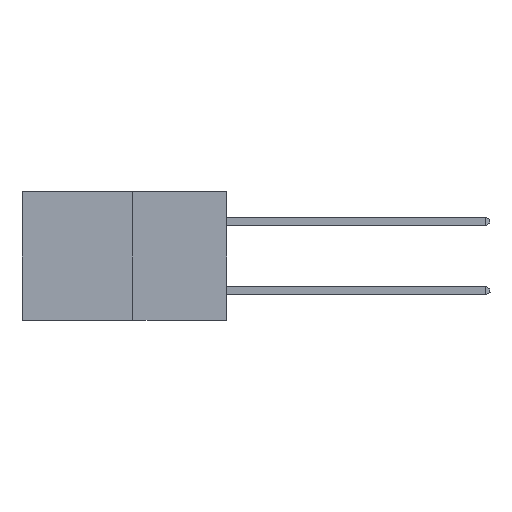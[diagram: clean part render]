
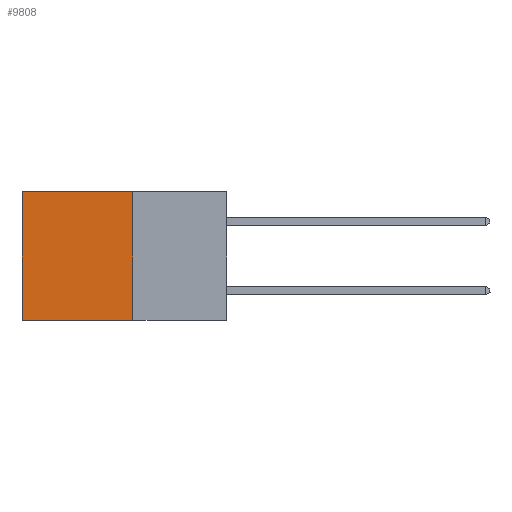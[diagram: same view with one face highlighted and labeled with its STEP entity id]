
A CAD part, left-side view. The second image highlights one B-rep face of the part: STEP entity #9808.
In plain terms, the highlighted planar face has unit normal (-1, 0, 0).
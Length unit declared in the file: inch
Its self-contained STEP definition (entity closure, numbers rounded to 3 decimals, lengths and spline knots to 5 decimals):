
#436 = DIRECTION ( 'NONE',  ( 0., 1., 0. ) ) ;
#529 = CARTESIAN_POINT ( 'NONE',  ( 0.277, 0.27, -0.37 ) ) ;
#2066 = LINE ( 'NONE', #26924, #7471 ) ;
#2113 = VERTEX_POINT ( 'NONE', #16552 ) ;
#3723 = ORIENTED_EDGE ( 'NONE', *, *, #23754, .T. ) ;
#4014 = CARTESIAN_POINT ( 'NONE',  ( 0.277, 0.27, -0.37 ) ) ;
#4747 = CARTESIAN_POINT ( 'NONE',  ( 0.277, 0.59, -0.37 ) ) ;
#4964 = VERTEX_POINT ( 'NONE', #4747 ) ;
#5821 = VECTOR ( 'NONE', #13653, 39.37008 ) ;
#6842 = VECTOR ( 'NONE', #436, 39.37008 ) ;
#7471 = VECTOR ( 'NONE', #22653, 39.37008 ) ;
#9423 = FACE_OUTER_BOUND ( 'NONE', #24918, .T. ) ;
#9808 = ADVANCED_FACE ( 'NONE', ( #9423 ), #20827, .F. ) ;
#10122 = VERTEX_POINT ( 'NONE', #17308 ) ;
#10431 = EDGE_CURVE ( 'NONE', #10122, #23442, #21997, .T. ) ;
#11513 = EDGE_CURVE ( 'NONE', #23442, #4964, #18619, .T. ) ;
#13566 = CARTESIAN_POINT ( 'NONE',  ( 0.277, 0.27, -0.37 ) ) ;
#13653 = DIRECTION ( 'NONE',  ( 0., 0., -1. ) ) ;
#14435 = DIRECTION ( 'NONE',  ( 0., 1., 0. ) ) ;
#15213 = ORIENTED_EDGE ( 'NONE', *, *, #19876, .T. ) ;
#16552 = CARTESIAN_POINT ( 'NONE',  ( 0.277, 0.59, 0. ) ) ;
#17308 = CARTESIAN_POINT ( 'NONE',  ( 0.277, 0.27, 0. ) ) ;
#18619 = LINE ( 'NONE', #529, #6842 ) ;
#19876 = EDGE_CURVE ( 'NONE', #10122, #2113, #20362, .T. ) ;
#20362 = LINE ( 'NONE', #25061, #24690 ) ;
#20604 = DIRECTION ( 'NONE',  ( 0., 0., -1. ) ) ;
#20688 = DIRECTION ( 'NONE',  ( 1., 0., 0. ) ) ;
#20775 = CARTESIAN_POINT ( 'NONE',  ( 0.277, 0.27, -0.37 ) ) ;
#20827 = PLANE ( 'NONE',  #21511 ) ;
#21318 = ORIENTED_EDGE ( 'NONE', *, *, #11513, .F. ) ;
#21511 = AXIS2_PLACEMENT_3D ( 'NONE', #20775, #20688, #20604 ) ;
#21735 = ORIENTED_EDGE ( 'NONE', *, *, #10431, .F. ) ;
#21997 = LINE ( 'NONE', #13566, #5821 ) ;
#22653 = DIRECTION ( 'NONE',  ( 0., 0., -1. ) ) ;
#23442 = VERTEX_POINT ( 'NONE', #4014 ) ;
#23754 = EDGE_CURVE ( 'NONE', #2113, #4964, #2066, .T. ) ;
#24690 = VECTOR ( 'NONE', #14435, 39.37008 ) ;
#24918 = EDGE_LOOP ( 'NONE', ( #3723, #21318, #21735, #15213 ) ) ;
#25061 = CARTESIAN_POINT ( 'NONE',  ( 0.277, 0.27, 0. ) ) ;
#26924 = CARTESIAN_POINT ( 'NONE',  ( 0.277, 0.59, -0.37 ) ) ;
